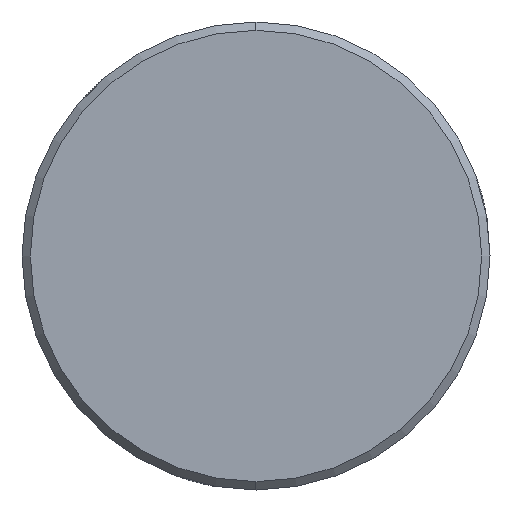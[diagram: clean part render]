
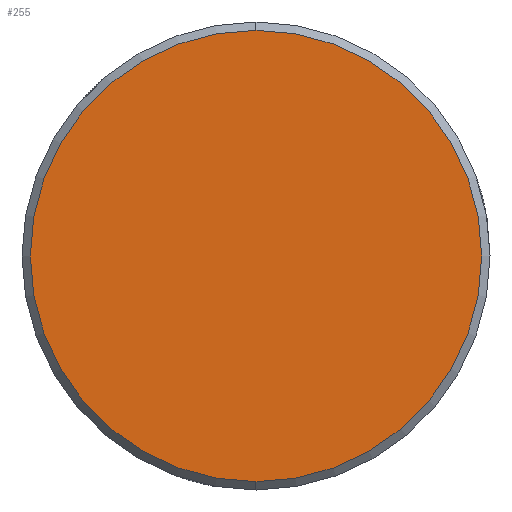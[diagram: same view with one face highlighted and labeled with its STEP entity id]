
A CAD part, left-side view. The second image highlights one B-rep face of the part: STEP entity #255.
In plain terms, the highlighted planar face has unit normal (-1, 0, 0).
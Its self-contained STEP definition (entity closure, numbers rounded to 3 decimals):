
#3 = CIRCLE ( 'NONE', #86, 13.5 ) ;
#65 = DIRECTION ( 'NONE',  ( -1., 0., 0. ) ) ;
#69 = DIRECTION ( 'NONE',  ( 0., 0., -1. ) ) ;
#70 = FACE_OUTER_BOUND ( 'NONE', #263, .T. ) ;
#86 = AXIS2_PLACEMENT_3D ( 'NONE', #237, #65, #321 ) ;
#116 = CIRCLE ( 'NONE', #1113, 13.5 ) ;
#180 = CARTESIAN_POINT ( 'NONE',  ( -129.7, 0., -13.5 ) ) ;
#237 = CARTESIAN_POINT ( 'NONE',  ( -129.7, 0., 0. ) ) ;
#255 = ADVANCED_FACE ( 'NONE', ( #70 ), #796, .T. ) ;
#263 = EDGE_LOOP ( 'NONE', ( #557, #1015 ) ) ;
#281 = VERTEX_POINT ( 'NONE', #180 ) ;
#321 = DIRECTION ( 'NONE',  ( 0., 0., -1. ) ) ;
#339 = AXIS2_PLACEMENT_3D ( 'NONE', #617, #1141, #1064 ) ;
#557 = ORIENTED_EDGE ( 'NONE', *, *, #669, .T. ) ;
#599 = DIRECTION ( 'NONE',  ( -1., 0., 0. ) ) ;
#617 = CARTESIAN_POINT ( 'NONE',  ( -129.7, -13.662, -13.662 ) ) ;
#669 = EDGE_CURVE ( 'NONE', #281, #1060, #116, .T. ) ;
#796 = PLANE ( 'NONE',  #339 ) ;
#890 = CARTESIAN_POINT ( 'NONE',  ( -129.7, 0., 0. ) ) ;
#950 = EDGE_CURVE ( 'NONE', #1060, #281, #3, .T. ) ;
#1015 = ORIENTED_EDGE ( 'NONE', *, *, #950, .T. ) ;
#1060 = VERTEX_POINT ( 'NONE', #1147 ) ;
#1064 = DIRECTION ( 'NONE',  ( 0., 0., 1. ) ) ;
#1113 = AXIS2_PLACEMENT_3D ( 'NONE', #890, #599, #69 ) ;
#1141 = DIRECTION ( 'NONE',  ( -1., 0., 0. ) ) ;
#1147 = CARTESIAN_POINT ( 'NONE',  ( -129.7, 0., 13.5 ) ) ;
